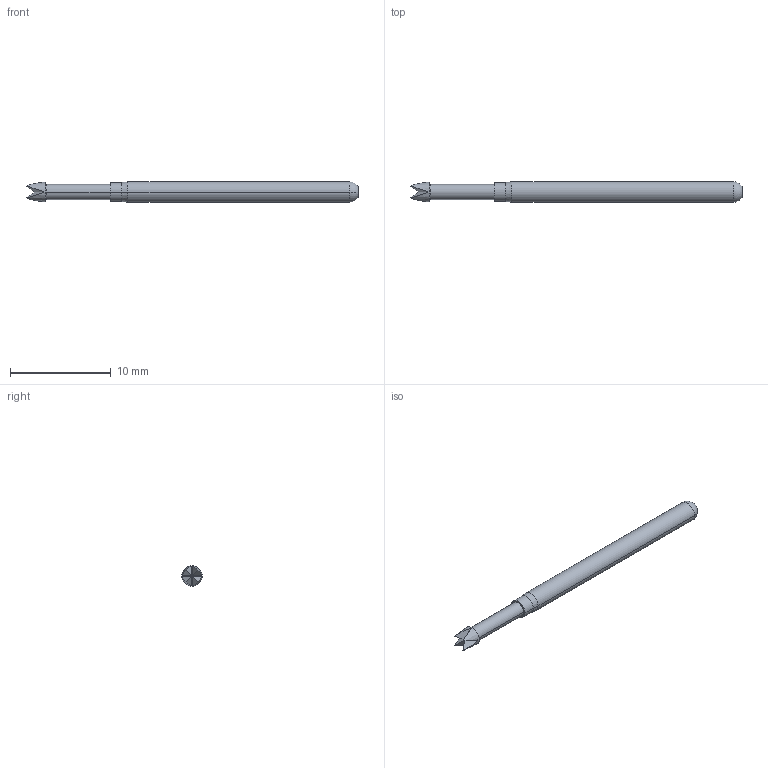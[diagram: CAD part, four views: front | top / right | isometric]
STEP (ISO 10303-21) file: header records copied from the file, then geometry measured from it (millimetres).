
FILE_DESCRIPTION (( 'STEP AP214' ), '1' );
FILE_NAME ('125-PR_2524_.STEP', '2012-05-16T10:51:47', ( 'Authorized User' ), ( '' ), 'SwSTEP 2.0', 'SolidWorks 2012', '' );
FILE_SCHEMA (( 'AUTOMOTIVE_DESIGN' ));
Length unit declared in the file: inch
Products named in the file (1): 125-PR_2524_
Bounding box: 33.02 x 2.03 x 2.03 mm (x, y, z)
Volume: 93 mm3; surface area: 202.9 mm2
Topology: 1 solids, 1 shells, 28 faces, 64 edges, 37 vertices
Faces by surface type: plane 14, cylinder 6, cone 6, sphere 2
Entity records: 782 total; most frequent: CARTESIAN_POINT 166, DIRECTION 122, ORIENTED_EDGE 120, EDGE_CURVE 60, AXIS2_PLACEMENT_3D 47, VERTEX_POINT 35, EDGE_LOOP 29, ADVANCED_FACE 28
